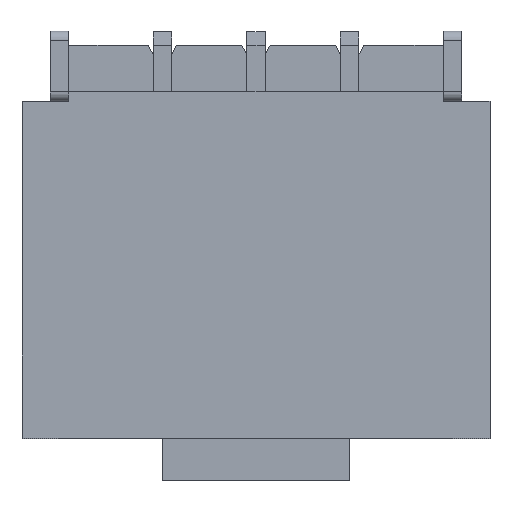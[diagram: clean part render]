
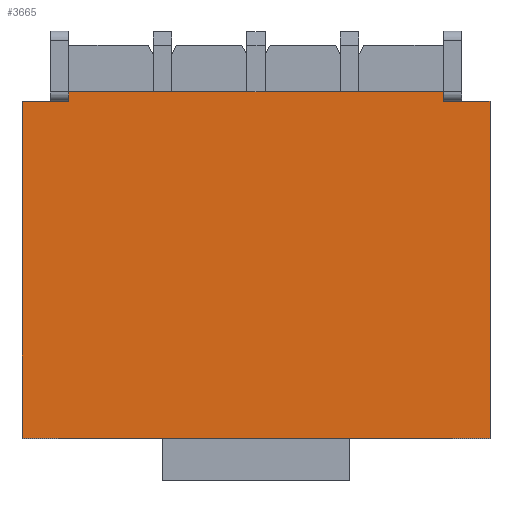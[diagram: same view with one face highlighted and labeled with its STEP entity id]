
A CAD part, top view. The second image highlights one B-rep face of the part: STEP entity #3665.
In plain terms, the highlighted planar face has unit normal (0, 0, 1).
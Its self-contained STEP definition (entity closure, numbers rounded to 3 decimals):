
#770=ORIENTED_EDGE('',*,*,#1554,.T.);
#771=ORIENTED_EDGE('',*,*,#1555,.F.);
#772=ORIENTED_EDGE('',*,*,#1551,.F.);
#773=ORIENTED_EDGE('',*,*,#1427,.T.);
#774=ORIENTED_EDGE('',*,*,#1360,.F.);
#775=ORIENTED_EDGE('',*,*,#1508,.T.);
#776=ORIENTED_EDGE('',*,*,#1485,.T.);
#777=ORIENTED_EDGE('',*,*,#1556,.T.);
#1360=EDGE_CURVE('',#1857,#1858,#2210,.T.);
#1427=EDGE_CURVE('',#1907,#1858,#2277,.T.);
#1485=EDGE_CURVE('',#1950,#1948,#2335,.T.);
#1508=EDGE_CURVE('',#1857,#1950,#2358,.T.);
#1551=EDGE_CURVE('',#1907,#1983,#2401,.T.);
#1554=EDGE_CURVE('',#1984,#1985,#2404,.T.);
#1555=EDGE_CURVE('',#1983,#1985,#2405,.T.);
#1556=EDGE_CURVE('',#1948,#1984,#2406,.T.);
#1857=VERTEX_POINT('',#5302);
#1858=VERTEX_POINT('',#5304);
#1907=VERTEX_POINT('',#5432);
#1948=VERTEX_POINT('',#5551);
#1950=VERTEX_POINT('',#5554);
#1983=VERTEX_POINT('',#5678);
#1984=VERTEX_POINT('',#5684);
#1985=VERTEX_POINT('',#5685);
#2210=LINE('',#5303,#2670);
#2277=LINE('',#5434,#2737);
#2335=LINE('',#5553,#2795);
#2358=LINE('',#5592,#2818);
#2401=LINE('',#5677,#2861);
#2404=LINE('',#5683,#2864);
#2405=LINE('',#5686,#2865);
#2406=LINE('',#5687,#2866);
#2670=VECTOR('',#4310,1000.);
#2737=VECTOR('',#4405,1000.);
#2795=VECTOR('',#4501,1000.);
#2818=VECTOR('',#4534,1000.);
#2861=VECTOR('',#4617,1000.);
#2864=VECTOR('',#4624,1000.);
#2865=VECTOR('',#4625,1000.);
#2866=VECTOR('',#4626,1000.);
#3152=EDGE_LOOP('',(#770,#771,#772,#773,#774,#775,#776,#777));
#3340=FACE_BOUND('',#3152,.T.);
#3501=PLANE('',#3935);
#3665=ADVANCED_FACE('',(#3340),#3501,.T.);
#3935=AXIS2_PLACEMENT_3D('',#5682,#4622,#4623);
#4310=DIRECTION('',(1.,0.,0.));
#4405=DIRECTION('',(0.,1.,0.));
#4501=DIRECTION('',(-1.,0.,0.));
#4534=DIRECTION('',(0.,1.,0.));
#4617=DIRECTION('',(-1.,0.,0.));
#4622=DIRECTION('',(0.,0.,1.));
#4623=DIRECTION('',(0.,-1.,0.));
#4624=DIRECTION('',(-1.,0.,0.));
#4625=DIRECTION('',(0.,1.,0.));
#4626=DIRECTION('',(0.,-1.,0.));
#5302=CARTESIAN_POINT('',(2.,1.5,1.5));
#5303=CARTESIAN_POINT('',(2.,1.5,1.5));
#5304=CARTESIAN_POINT('',(2.5,1.5,1.5));
#5432=CARTESIAN_POINT('',(2.5,-2.1,1.5));
#5434=CARTESIAN_POINT('',(2.5,-2.1,1.5));
#5551=CARTESIAN_POINT('',(-2.,1.6,1.5));
#5553=CARTESIAN_POINT('',(-2.5,1.6,1.5));
#5554=CARTESIAN_POINT('',(2.,1.6,1.5));
#5592=CARTESIAN_POINT('',(2.,-2.1,1.5));
#5677=CARTESIAN_POINT('',(2.5,-2.1,1.5));
#5678=CARTESIAN_POINT('',(-2.5,-2.1,1.5));
#5682=CARTESIAN_POINT('',(2.5,-2.1,1.5));
#5683=CARTESIAN_POINT('',(-2.,1.5,1.5));
#5684=CARTESIAN_POINT('',(-2.,1.5,1.5));
#5685=CARTESIAN_POINT('',(-2.5,1.5,1.5));
#5686=CARTESIAN_POINT('',(-2.5,-2.1,1.5));
#5687=CARTESIAN_POINT('',(-2.,-2.1,1.5));
